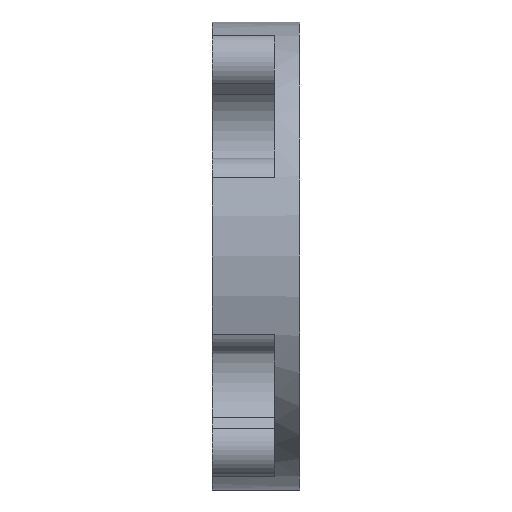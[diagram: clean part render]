
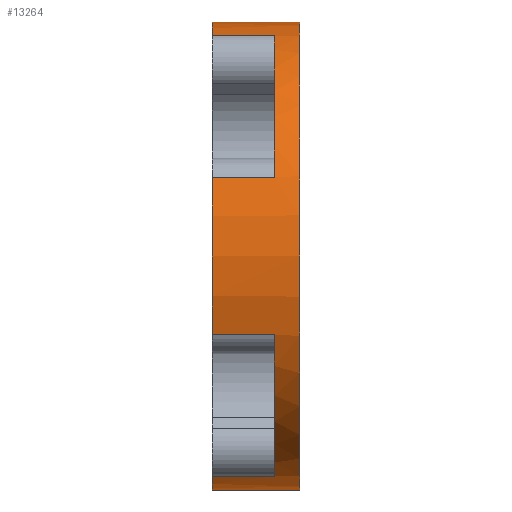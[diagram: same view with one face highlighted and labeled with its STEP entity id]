
A CAD part, left-side view. The second image highlights one B-rep face of the part: STEP entity #13264.
In plain terms, the highlighted cylindrical face has radius 15.985 mm (diameter 31.97 mm), a partial arc.
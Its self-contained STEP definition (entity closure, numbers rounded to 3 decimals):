
#87 = EDGE_CURVE ( 'NONE', #2788, #15383, #16209, .T. ) ;
#159 = EDGE_LOOP ( 'NONE', ( #8721, #2906, #12068, #1612, #15009, #11437, #8448, #3843, #4642, #3539, #2748, #10569 ) ) ;
#691 = DIRECTION ( 'NONE',  ( 0., 1., 0. ) ) ;
#829 = EDGE_CURVE ( 'NONE', #4930, #3005, #6810, .T. ) ;
#870 = EDGE_CURVE ( 'NONE', #17964, #3454, #17048, .T. ) ;
#925 = CYLINDRICAL_SURFACE ( 'NONE', #17303, 15.985 ) ;
#1225 = CARTESIAN_POINT ( 'NONE',  ( -15.059, 6., -5.361 ) ) ;
#1496 = AXIS2_PLACEMENT_3D ( 'NONE', #4592, #10385, #2018 ) ;
#1612 = ORIENTED_EDGE ( 'NONE', *, *, #3975, .F. ) ;
#1620 = DIRECTION ( 'NONE',  ( 0., 1., 0. ) ) ;
#1906 = CIRCLE ( 'NONE', #11787, 15.985 ) ;
#1997 = DIRECTION ( 'NONE',  ( 0., -1., 0. ) ) ;
#2018 = DIRECTION ( 'NONE',  ( 0., 0., 1. ) ) ;
#2231 = EDGE_CURVE ( 'NONE', #4845, #5240, #15495, .T. ) ;
#2274 = DIRECTION ( 'NONE',  ( 0., 0., 1. ) ) ;
#2748 = ORIENTED_EDGE ( 'NONE', *, *, #829, .T. ) ;
#2788 = VERTEX_POINT ( 'NONE', #15457 ) ;
#2906 = ORIENTED_EDGE ( 'NONE', *, *, #10521, .F. ) ;
#3005 = VERTEX_POINT ( 'NONE', #7836 ) ;
#3010 = DIRECTION ( 'NONE',  ( 0., 0., -1. ) ) ;
#3454 = VERTEX_POINT ( 'NONE', #17768 ) ;
#3478 = EDGE_CURVE ( 'NONE', #3005, #6390, #12397, .T. ) ;
#3539 = ORIENTED_EDGE ( 'NONE', *, *, #13414, .F. ) ;
#3843 = ORIENTED_EDGE ( 'NONE', *, *, #10703, .F. ) ;
#3871 = EDGE_CURVE ( 'NONE', #14573, #5310, #17432, .T. ) ;
#3975 = EDGE_CURVE ( 'NONE', #4845, #15383, #14158, .T. ) ;
#4517 = LINE ( 'NONE', #12975, #11690 ) ;
#4541 = DIRECTION ( 'NONE',  ( 0., 0., 1. ) ) ;
#4592 = CARTESIAN_POINT ( 'NONE',  ( 0., 6., 0. ) ) ;
#4642 = ORIENTED_EDGE ( 'NONE', *, *, #870, .T. ) ;
#4834 = CARTESIAN_POINT ( 'NONE',  ( -15.059, 6., 5.361 ) ) ;
#4845 = VERTEX_POINT ( 'NONE', #8667 ) ;
#4930 = VERTEX_POINT ( 'NONE', #12811 ) ;
#5148 = CARTESIAN_POINT ( 'NONE',  ( 0., 0., 0. ) ) ;
#5240 = VERTEX_POINT ( 'NONE', #9798 ) ;
#5273 = DIRECTION ( 'NONE',  ( 0., -1., 0. ) ) ;
#5310 = VERTEX_POINT ( 'NONE', #14000 ) ;
#5433 = EDGE_CURVE ( 'NONE', #14573, #5240, #1906, .T. ) ;
#6194 = CARTESIAN_POINT ( 'NONE',  ( 0., 6., 0. ) ) ;
#6372 = VECTOR ( 'NONE', #16441, 1000. ) ;
#6390 = VERTEX_POINT ( 'NONE', #7948 ) ;
#6810 = LINE ( 'NONE', #10838, #11804 ) ;
#6879 = EDGE_CURVE ( 'NONE', #9003, #6390, #4517, .T. ) ;
#7694 = CIRCLE ( 'NONE', #1496, 15.985 ) ;
#7836 = CARTESIAN_POINT ( 'NONE',  ( 0., 0., -15.985 ) ) ;
#7890 = CIRCLE ( 'NONE', #8809, 15.985 ) ;
#7948 = CARTESIAN_POINT ( 'NONE',  ( 0., 0., 15.985 ) ) ;
#8180 = AXIS2_PLACEMENT_3D ( 'NONE', #9031, #691, #13058 ) ;
#8448 = ORIENTED_EDGE ( 'NONE', *, *, #3871, .T. ) ;
#8667 = CARTESIAN_POINT ( 'NONE',  ( -15.059, 1.75, 5.361 ) ) ;
#8721 = ORIENTED_EDGE ( 'NONE', *, *, #6879, .F. ) ;
#8809 = AXIS2_PLACEMENT_3D ( 'NONE', #6194, #14542, #14359 ) ;
#8964 = CARTESIAN_POINT ( 'NONE',  ( -15.059, 6., -5.361 ) ) ;
#9003 = VERTEX_POINT ( 'NONE', #10595 ) ;
#9031 = CARTESIAN_POINT ( 'NONE',  ( 0., 1.75, 0. ) ) ;
#9349 = CARTESIAN_POINT ( 'NONE',  ( -5.361, 6., -15.059 ) ) ;
#9592 = CARTESIAN_POINT ( 'NONE',  ( -5.361, 1.75, 15.059 ) ) ;
#9798 = CARTESIAN_POINT ( 'NONE',  ( -15.059, 6., 5.361 ) ) ;
#9970 = CARTESIAN_POINT ( 'NONE',  ( 0., 6., 0. ) ) ;
#10290 = DIRECTION ( 'NONE',  ( 0., -1., 0. ) ) ;
#10326 = DIRECTION ( 'NONE',  ( 0., 1., 0. ) ) ;
#10385 = DIRECTION ( 'NONE',  ( 0., 1., 0. ) ) ;
#10521 = EDGE_CURVE ( 'NONE', #2788, #9003, #7890, .T. ) ;
#10569 = ORIENTED_EDGE ( 'NONE', *, *, #3478, .T. ) ;
#10595 = CARTESIAN_POINT ( 'NONE',  ( 0., 6., 15.985 ) ) ;
#10644 = DIRECTION ( 'NONE',  ( 0., 1., 0. ) ) ;
#10703 = EDGE_CURVE ( 'NONE', #17964, #5310, #12296, .T. ) ;
#10838 = CARTESIAN_POINT ( 'NONE',  ( 0., 6., -15.985 ) ) ;
#11437 = ORIENTED_EDGE ( 'NONE', *, *, #5433, .F. ) ;
#11690 = VECTOR ( 'NONE', #10290, 1000. ) ;
#11787 = AXIS2_PLACEMENT_3D ( 'NONE', #12883, #1620, #4541 ) ;
#11804 = VECTOR ( 'NONE', #5273, 1000. ) ;
#11946 = CARTESIAN_POINT ( 'NONE',  ( -5.361, 1.75, -15.059 ) ) ;
#12068 = ORIENTED_EDGE ( 'NONE', *, *, #87, .T. ) ;
#12296 = CIRCLE ( 'NONE', #16643, 15.985 ) ;
#12397 = CIRCLE ( 'NONE', #12863, 15.985 ) ;
#12811 = CARTESIAN_POINT ( 'NONE',  ( 0., 6., -15.985 ) ) ;
#12863 = AXIS2_PLACEMENT_3D ( 'NONE', #5148, #14781, #14839 ) ;
#12883 = CARTESIAN_POINT ( 'NONE',  ( 0., 6., 0. ) ) ;
#12975 = CARTESIAN_POINT ( 'NONE',  ( 0., 6., 15.985 ) ) ;
#13058 = DIRECTION ( 'NONE',  ( 0., 0., 1. ) ) ;
#13264 = ADVANCED_FACE ( 'NONE', ( #16866 ), #925, .T. ) ;
#13414 = EDGE_CURVE ( 'NONE', #4930, #3454, #7694, .T. ) ;
#13503 = VECTOR ( 'NONE', #10326, 1000. ) ;
#13711 = VECTOR ( 'NONE', #15766, 1000. ) ;
#14000 = CARTESIAN_POINT ( 'NONE',  ( -15.059, 1.75, -5.361 ) ) ;
#14158 = CIRCLE ( 'NONE', #8180, 15.985 ) ;
#14359 = DIRECTION ( 'NONE',  ( 0., 0., 1. ) ) ;
#14542 = DIRECTION ( 'NONE',  ( 0., 1., 0. ) ) ;
#14573 = VERTEX_POINT ( 'NONE', #1225 ) ;
#14781 = DIRECTION ( 'NONE',  ( 0., 1., 0. ) ) ;
#14839 = DIRECTION ( 'NONE',  ( 0., 0., 1. ) ) ;
#15009 = ORIENTED_EDGE ( 'NONE', *, *, #2231, .T. ) ;
#15383 = VERTEX_POINT ( 'NONE', #9592 ) ;
#15457 = CARTESIAN_POINT ( 'NONE',  ( -5.361, 6., 15.059 ) ) ;
#15476 = DIRECTION ( 'NONE',  ( 0., -1., 0. ) ) ;
#15495 = LINE ( 'NONE', #4834, #13503 ) ;
#15766 = DIRECTION ( 'NONE',  ( 0., -1., 0. ) ) ;
#15871 = CARTESIAN_POINT ( 'NONE',  ( -5.361, 6., 15.059 ) ) ;
#16209 = LINE ( 'NONE', #15871, #17946 ) ;
#16261 = CARTESIAN_POINT ( 'NONE',  ( 0., 1.75, 0. ) ) ;
#16441 = DIRECTION ( 'NONE',  ( 0., 1., 0. ) ) ;
#16643 = AXIS2_PLACEMENT_3D ( 'NONE', #16261, #10644, #2274 ) ;
#16866 = FACE_OUTER_BOUND ( 'NONE', #159, .T. ) ;
#17048 = LINE ( 'NONE', #9349, #6372 ) ;
#17303 = AXIS2_PLACEMENT_3D ( 'NONE', #9970, #15476, #3010 ) ;
#17432 = LINE ( 'NONE', #8964, #13711 ) ;
#17768 = CARTESIAN_POINT ( 'NONE',  ( -5.361, 6., -15.059 ) ) ;
#17946 = VECTOR ( 'NONE', #1997, 1000. ) ;
#17964 = VERTEX_POINT ( 'NONE', #11946 ) ;
